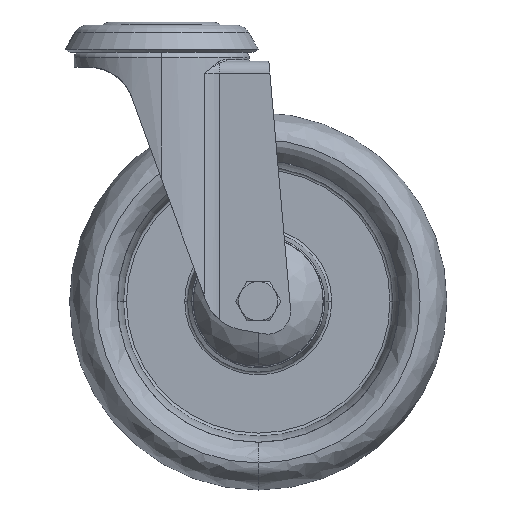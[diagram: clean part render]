
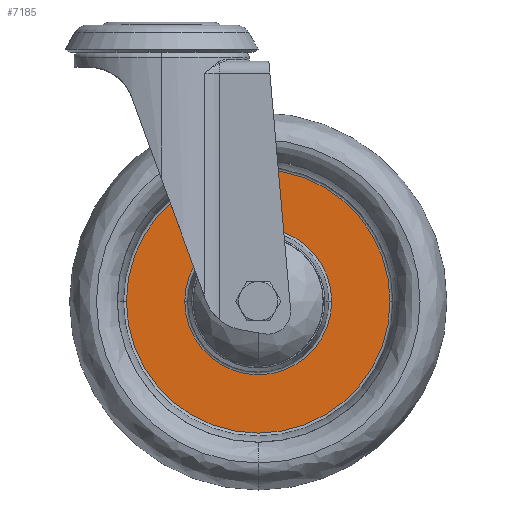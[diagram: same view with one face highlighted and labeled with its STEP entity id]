
A CAD part, top view. The second image highlights one B-rep face of the part: STEP entity #7185.
In plain terms, the highlighted planar face has unit normal (0, 0, 1).
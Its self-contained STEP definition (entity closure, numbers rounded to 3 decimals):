
#210 = ORIENTED_EDGE ( 'NONE', *, *, #7170, .F. ) ;
#556 = ORIENTED_EDGE ( 'NONE', *, *, #12034, .F. ) ;
#727 = DIRECTION ( 'NONE',  ( -1., 0., 0. ) ) ;
#850 = EDGE_LOOP ( 'NONE', ( #9043, #210 ) ) ;
#945 = CARTESIAN_POINT ( 'NONE',  ( 60.647, -44.96, 2.5 ) ) ;
#1050 = CIRCLE ( 'NONE', #4027, 24.335 ) ;
#1228 = CARTESIAN_POINT ( 'NONE',  ( 16.981, -44.96, 2.5 ) ) ;
#1255 = DIRECTION ( 'NONE',  ( -1., 0., 0. ) ) ;
#1634 = DIRECTION ( 'NONE',  ( 0., 0., -1. ) ) ;
#1819 = DIRECTION ( 'NONE',  ( -1., 0., 0. ) ) ;
#1822 = ORIENTED_EDGE ( 'NONE', *, *, #10745, .F. ) ;
#2641 = FACE_OUTER_BOUND ( 'NONE', #850, .T. ) ;
#2705 = CARTESIAN_POINT ( 'NONE',  ( -26.685, -44.96, 2.5 ) ) ;
#2727 = CARTESIAN_POINT ( 'NONE',  ( 16.981, -44.96, 2.5 ) ) ;
#4027 = AXIS2_PLACEMENT_3D ( 'NONE', #6016, #9824, #1255 ) ;
#5052 = DIRECTION ( 'NONE',  ( 0., 0., -1. ) ) ;
#5078 = CARTESIAN_POINT ( 'NONE',  ( 41.316, -44.96, 2.5 ) ) ;
#5642 = DIRECTION ( 'NONE',  ( 0., 0., 1. ) ) ;
#5748 = VERTEX_POINT ( 'NONE', #5078 ) ;
#6016 = CARTESIAN_POINT ( 'NONE',  ( 16.981, -44.96, 2.5 ) ) ;
#6057 = DIRECTION ( 'NONE',  ( -1., 0., 0. ) ) ;
#6094 = AXIS2_PLACEMENT_3D ( 'NONE', #1228, #5052, #6057 ) ;
#6382 = AXIS2_PLACEMENT_3D ( 'NONE', #10458, #5642, #1819 ) ;
#6648 = PLANE ( 'NONE',  #6382 ) ;
#7106 = CIRCLE ( 'NONE', #6094, 43.666 ) ;
#7112 = VERTEX_POINT ( 'NONE', #945 ) ;
#7170 = EDGE_CURVE ( 'NONE', #8857, #7112, #8184, .T. ) ;
#7185 = ADVANCED_FACE ( 'NONE', ( #2641, #9249 ), #6648, .T. ) ;
#8184 = CIRCLE ( 'NONE', #8553, 43.666 ) ;
#8394 = CIRCLE ( 'NONE', #11195, 24.335 ) ;
#8553 = AXIS2_PLACEMENT_3D ( 'NONE', #11319, #1634, #9433 ) ;
#8857 = VERTEX_POINT ( 'NONE', #2705 ) ;
#9043 = ORIENTED_EDGE ( 'NONE', *, *, #10365, .F. ) ;
#9249 = FACE_BOUND ( 'NONE', #9519, .T. ) ;
#9433 = DIRECTION ( 'NONE',  ( -1., 0., 0. ) ) ;
#9519 = EDGE_LOOP ( 'NONE', ( #556, #1822 ) ) ;
#9809 = CARTESIAN_POINT ( 'NONE',  ( -7.353, -44.96, 2.5 ) ) ;
#9824 = DIRECTION ( 'NONE',  ( 0., 0., 1. ) ) ;
#10365 = EDGE_CURVE ( 'NONE', #7112, #8857, #7106, .T. ) ;
#10458 = CARTESIAN_POINT ( 'NONE',  ( -6.519, -44.96, 2.5 ) ) ;
#10474 = DIRECTION ( 'NONE',  ( 0., 0., 1. ) ) ;
#10745 = EDGE_CURVE ( 'NONE', #5748, #12262, #8394, .T. ) ;
#11195 = AXIS2_PLACEMENT_3D ( 'NONE', #2727, #10474, #727 ) ;
#11319 = CARTESIAN_POINT ( 'NONE',  ( 16.981, -44.96, 2.5 ) ) ;
#12034 = EDGE_CURVE ( 'NONE', #12262, #5748, #1050, .T. ) ;
#12262 = VERTEX_POINT ( 'NONE', #9809 ) ;
